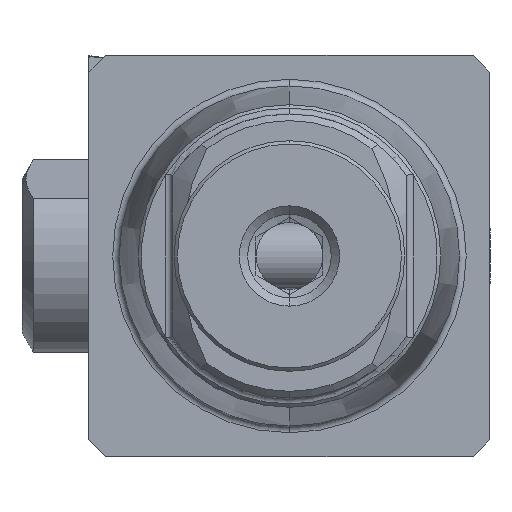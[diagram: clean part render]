
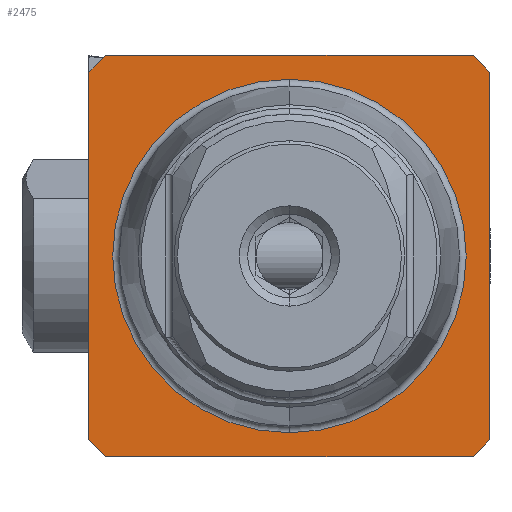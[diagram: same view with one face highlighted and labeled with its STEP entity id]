
A CAD part, left-side view. The second image highlights one B-rep face of the part: STEP entity #2475.
In plain terms, the highlighted planar face has unit normal (-1, 0, 0).
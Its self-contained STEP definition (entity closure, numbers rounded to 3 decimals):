
#127 = FACE_BOUND ( 'NONE', #4062, .T. ) ;
#143 = VERTEX_POINT ( 'NONE', #8330 ) ;
#201 = VERTEX_POINT ( 'NONE', #6587 ) ;
#290 = ORIENTED_EDGE ( 'NONE', *, *, #2299, .F. ) ;
#392 = CARTESIAN_POINT ( 'NONE',  ( 0., -6., 0. ) ) ;
#494 = EDGE_LOOP ( 'NONE', ( #4745, #6182, #5000, #3473, #2341, #4645, #8017, #2899 ) ) ;
#939 = DIRECTION ( 'NONE',  ( 0., 1., 0. ) ) ;
#1116 = CARTESIAN_POINT ( 'NONE',  ( 0., 0., 0. ) ) ;
#1130 = VERTEX_POINT ( 'NONE', #8602 ) ;
#1314 = VECTOR ( 'NONE', #8486, 1000. ) ;
#1320 = ORIENTED_EDGE ( 'NONE', *, *, #5527, .F. ) ;
#1326 = VECTOR ( 'NONE', #6103, 1000. ) ;
#1485 = FACE_OUTER_BOUND ( 'NONE', #494, .T. ) ;
#1533 = AXIS2_PLACEMENT_3D ( 'NONE', #1116, #1771, #8375 ) ;
#1680 = EDGE_CURVE ( 'NONE', #3855, #7289, #4187, .T. ) ;
#1709 = VERTEX_POINT ( 'NONE', #4926 ) ;
#1771 = DIRECTION ( 'NONE',  ( -1., 0., 0. ) ) ;
#1889 = CARTESIAN_POINT ( 'NONE',  ( 0., 5.5, 6. ) ) ;
#2299 = EDGE_CURVE ( 'NONE', #143, #1709, #3357, .T. ) ;
#2305 = VERTEX_POINT ( 'NONE', #3130 ) ;
#2341 = ORIENTED_EDGE ( 'NONE', *, *, #6894, .T. ) ;
#2347 = LINE ( 'NONE', #7648, #2708 ) ;
#2475 = ADVANCED_FACE ( 'NONE', ( #127, #1485 ), #5385, .F. ) ;
#2570 = LINE ( 'NONE', #5957, #1314 ) ;
#2614 = VECTOR ( 'NONE', #4898, 1000. ) ;
#2645 = CIRCLE ( 'NONE', #1533, 5.288 ) ;
#2668 = EDGE_CURVE ( 'NONE', #201, #5630, #6265, .T. ) ;
#2708 = VECTOR ( 'NONE', #3000, 1000. ) ;
#2785 = DIRECTION ( 'NONE',  ( 1., 0., 0. ) ) ;
#2843 = LINE ( 'NONE', #7448, #1326 ) ;
#2899 = ORIENTED_EDGE ( 'NONE', *, *, #6534, .T. ) ;
#2960 = DIRECTION ( 'NONE',  ( 0., -1., 0. ) ) ;
#3000 = DIRECTION ( 'NONE',  ( 0., 0., -1. ) ) ;
#3007 = DIRECTION ( 'NONE',  ( 0., 0., 1. ) ) ;
#3045 = CARTESIAN_POINT ( 'NONE',  ( 0., 0., 0. ) ) ;
#3051 = DIRECTION ( 'NONE',  ( 0., 0., 1. ) ) ;
#3087 = DIRECTION ( 'NONE',  ( -1., 0., 0. ) ) ;
#3130 = CARTESIAN_POINT ( 'NONE',  ( 0., -6., 5.5 ) ) ;
#3183 = VECTOR ( 'NONE', #2960, 1000. ) ;
#3357 = CIRCLE ( 'NONE', #8230, 5.288 ) ;
#3473 = ORIENTED_EDGE ( 'NONE', *, *, #4091, .T. ) ;
#3855 = VERTEX_POINT ( 'NONE', #7815 ) ;
#4062 = EDGE_LOOP ( 'NONE', ( #1320, #290 ) ) ;
#4091 = EDGE_CURVE ( 'NONE', #7289, #1130, #4158, .T. ) ;
#4158 = LINE ( 'NONE', #6296, #2614 ) ;
#4187 = LINE ( 'NONE', #6895, #8551 ) ;
#4226 = DIRECTION ( 'NONE',  ( 0., -0.707, -0.707 ) ) ;
#4645 = ORIENTED_EDGE ( 'NONE', *, *, #7551, .T. ) ;
#4684 = CARTESIAN_POINT ( 'NONE',  ( 0., 5.288, 0. ) ) ;
#4745 = ORIENTED_EDGE ( 'NONE', *, *, #6446, .T. ) ;
#4898 = DIRECTION ( 'NONE',  ( 0., 0.707, -0.707 ) ) ;
#4925 = CARTESIAN_POINT ( 'NONE',  ( 0., -6., -5.5 ) ) ;
#4926 = CARTESIAN_POINT ( 'NONE',  ( 0., 0., 5.288 ) ) ;
#5000 = ORIENTED_EDGE ( 'NONE', *, *, #1680, .T. ) ;
#5003 = LINE ( 'NONE', #392, #8531 ) ;
#5385 = PLANE ( 'NONE',  #7947 ) ;
#5471 = DIRECTION ( 'NONE',  ( 0., 0., -1. ) ) ;
#5527 = EDGE_CURVE ( 'NONE', #1709, #143, #2645, .T. ) ;
#5630 = VERTEX_POINT ( 'NONE', #7939 ) ;
#5885 = CARTESIAN_POINT ( 'NONE',  ( 0., 5.288, -6. ) ) ;
#5957 = CARTESIAN_POINT ( 'NONE',  ( 0., -6., -5.5 ) ) ;
#6103 = DIRECTION ( 'NONE',  ( 0., 0.707, 0.707 ) ) ;
#6182 = ORIENTED_EDGE ( 'NONE', *, *, #7527, .T. ) ;
#6191 = VECTOR ( 'NONE', #4226, 1000. ) ;
#6194 = LINE ( 'NONE', #8197, #6191 ) ;
#6265 = LINE ( 'NONE', #5885, #3183 ) ;
#6296 = CARTESIAN_POINT ( 'NONE',  ( 0., 5.5, 6. ) ) ;
#6446 = EDGE_CURVE ( 'NONE', #8308, #2305, #5003, .T. ) ;
#6534 = EDGE_CURVE ( 'NONE', #5630, #8308, #2570, .T. ) ;
#6587 = CARTESIAN_POINT ( 'NONE',  ( 0., 5.5, -6. ) ) ;
#6636 = VERTEX_POINT ( 'NONE', #7481 ) ;
#6894 = EDGE_CURVE ( 'NONE', #1130, #6636, #2347, .T. ) ;
#6895 = CARTESIAN_POINT ( 'NONE',  ( 0., 5.288, 6. ) ) ;
#7289 = VERTEX_POINT ( 'NONE', #1889 ) ;
#7448 = CARTESIAN_POINT ( 'NONE',  ( 0., -5.5, 6. ) ) ;
#7481 = CARTESIAN_POINT ( 'NONE',  ( 0., 6., -5.5 ) ) ;
#7527 = EDGE_CURVE ( 'NONE', #2305, #3855, #2843, .T. ) ;
#7551 = EDGE_CURVE ( 'NONE', #6636, #201, #6194, .T. ) ;
#7648 = CARTESIAN_POINT ( 'NONE',  ( 0., 6., 0. ) ) ;
#7815 = CARTESIAN_POINT ( 'NONE',  ( 0., -5.5, 6. ) ) ;
#7939 = CARTESIAN_POINT ( 'NONE',  ( 0., -5.5, -6. ) ) ;
#7947 = AXIS2_PLACEMENT_3D ( 'NONE', #4684, #2785, #5471 ) ;
#8017 = ORIENTED_EDGE ( 'NONE', *, *, #2668, .T. ) ;
#8197 = CARTESIAN_POINT ( 'NONE',  ( 0., 6., -5.5 ) ) ;
#8230 = AXIS2_PLACEMENT_3D ( 'NONE', #3045, #3087, #3007 ) ;
#8308 = VERTEX_POINT ( 'NONE', #4925 ) ;
#8330 = CARTESIAN_POINT ( 'NONE',  ( 0., 0., -5.288 ) ) ;
#8375 = DIRECTION ( 'NONE',  ( 0., 0., 1. ) ) ;
#8486 = DIRECTION ( 'NONE',  ( 0., -0.707, 0.707 ) ) ;
#8531 = VECTOR ( 'NONE', #3051, 1000. ) ;
#8551 = VECTOR ( 'NONE', #939, 1000. ) ;
#8602 = CARTESIAN_POINT ( 'NONE',  ( 0., 6., 5.5 ) ) ;
